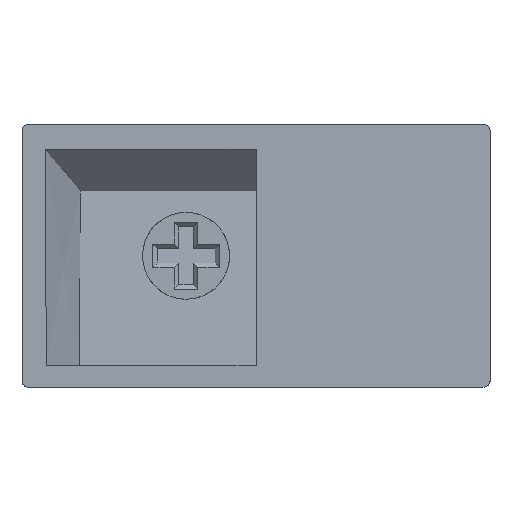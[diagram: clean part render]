
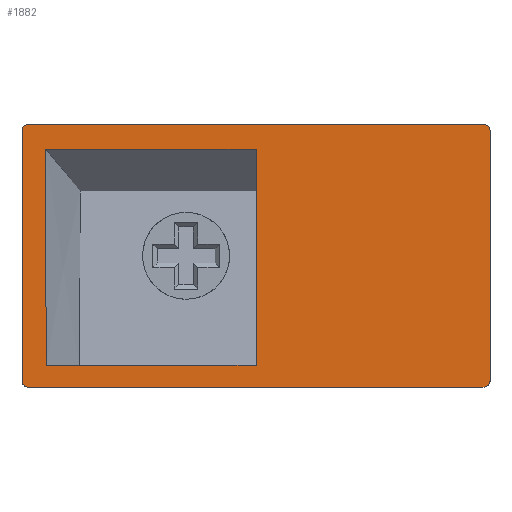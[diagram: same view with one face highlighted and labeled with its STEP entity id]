
A CAD part, front view. The second image highlights one B-rep face of the part: STEP entity #1882.
In plain terms, the highlighted planar face has unit normal (0, -1, 0).
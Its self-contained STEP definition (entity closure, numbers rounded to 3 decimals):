
#1882=ADVANCED_FACE('',(#1883,#1922),#2012,.T.);
#1883=FACE_BOUND('',#1884,.T.);
#1884=EDGE_LOOP('',(#1885,#1895,#1903,#1911));
#1885=ORIENTED_EDGE('',*,*,#1886,.T.);
#1886=EDGE_CURVE('',#1887,#1889,#1891,.T.);
#1887=VERTEX_POINT('',#1888);
#1888=CARTESIAN_POINT('',(1.619,0.,-1.671));
#1889=VERTEX_POINT('',#1890);
#1890=CARTESIAN_POINT('',(16.156,0.0,-1.671));
#1891=LINE('',#1892,#1893);
#1892=CARTESIAN_POINT('',(0.,0.0,-1.671));
#1893=VECTOR('',#1894,1.0);
#1894=DIRECTION('',(1.0,0.0,0.0));
#1895=ORIENTED_EDGE('',*,*,#1896,.T.);
#1896=EDGE_CURVE('',#1889,#1897,#1899,.T.);
#1897=VERTEX_POINT('',#1898);
#1898=CARTESIAN_POINT('',(16.156,0.0,-16.6));
#1899=LINE('',#1900,#1901);
#1900=CARTESIAN_POINT('',(16.156,0.0,0.0));
#1901=VECTOR('',#1902,1.0);
#1902=DIRECTION('',(0.,0.0,-1.0));
#1903=ORIENTED_EDGE('',*,*,#1904,.T.);
#1904=EDGE_CURVE('',#1897,#1905,#1907,.T.);
#1905=VERTEX_POINT('',#1906);
#1906=CARTESIAN_POINT('',(1.67,0.,-16.6));
#1907=LINE('',#1908,#1909);
#1908=CARTESIAN_POINT('',(0.0,0.0,-16.6));
#1909=VECTOR('',#1910,1.0);
#1910=DIRECTION('',(-1.0,0.0,0.0));
#1911=ORIENTED_EDGE('',*,*,#1912,.T.);
#1912=EDGE_CURVE('',#1905,#1887,#1913,.T.);
#1913=B_SPLINE_CURVE_WITH_KNOTS('',3,(#1914,#1915,#1916,#1917,#1918,#1919,#1920,#1921),.UNSPECIFIED.,.F.,.U.,(4,2,2,4),(0.0,4.491,8.982,14.929),.UNSPECIFIED.);
#1914=CARTESIAN_POINT('',(1.67,0.,-16.6));
#1915=CARTESIAN_POINT('',(1.663,0.,-15.103));
#1916=CARTESIAN_POINT('',(1.657,0.0,-13.606));
#1917=CARTESIAN_POINT('',(1.646,0.0,-10.612));
#1918=CARTESIAN_POINT('',(1.641,0.,-9.115));
#1919=CARTESIAN_POINT('',(1.63,0.,-5.636));
#1920=CARTESIAN_POINT('',(1.624,0.,-3.653));
#1921=CARTESIAN_POINT('',(1.619,0.,-1.671));
#1922=FACE_BOUND('',#1923,.T.);
#1923=EDGE_LOOP('',(#1924,#1934,#1948,#1956,#1970,#1978,#1992,#2000));
#1924=ORIENTED_EDGE('',*,*,#1925,.T.);
#1925=EDGE_CURVE('',#1926,#1928,#1930,.F.);
#1926=VERTEX_POINT('',#1927);
#1927=CARTESIAN_POINT('',(0.451,0.0,-18.1));
#1928=VERTEX_POINT('',#1929);
#1929=CARTESIAN_POINT('',(31.814,0.0,-18.1));
#1930=LINE('',#1931,#1932);
#1931=CARTESIAN_POINT('',(0.,0.0,-18.1));
#1932=VECTOR('',#1933,1.0);
#1933=DIRECTION('',(-1.0,0.0,0.0));
#1934=ORIENTED_EDGE('',*,*,#1935,.T.);
#1935=EDGE_CURVE('',#1928,#1936,#1938,.T.);
#1936=VERTEX_POINT('',#1937);
#1937=CARTESIAN_POINT('',(32.3,0.0,-17.7));
#1938=B_SPLINE_CURVE_WITH_KNOTS('',2,(#1939,#1940,#1941,#1942,#1943,#1944,#1945,#1946,#1947),.UNSPECIFIED.,.F.,.U.,(3,2,2,2,3),(0.0,0.25,0.5,0.75,1.0),.PIECEWISE_BEZIER_KNOTS.);
#1939=CARTESIAN_POINT('',(31.814,0.0,-18.1));
#1940=CARTESIAN_POINT('',(31.903,0.0,-18.1));
#1941=CARTESIAN_POINT('',(31.986,0.0,-18.076));
#1942=CARTESIAN_POINT('',(32.072,0.0,-18.051));
#1943=CARTESIAN_POINT('',(32.142,0.0,-17.999));
#1944=CARTESIAN_POINT('',(32.214,0.0,-17.946));
#1945=CARTESIAN_POINT('',(32.257,0.0,-17.868));
#1946=CARTESIAN_POINT('',(32.3,0.0,-17.789));
#1947=CARTESIAN_POINT('',(32.3,0.0,-17.7));
#1948=ORIENTED_EDGE('',*,*,#1949,.T.);
#1949=EDGE_CURVE('',#1936,#1950,#1952,.T.);
#1950=VERTEX_POINT('',#1951);
#1951=CARTESIAN_POINT('',(32.3,0.0,-0.374));
#1952=LINE('',#1953,#1954);
#1953=CARTESIAN_POINT('',(32.3,0.0,0.0));
#1954=VECTOR('',#1955,1.0);
#1955=DIRECTION('',(0.0,0.0,1.0));
#1956=ORIENTED_EDGE('',*,*,#1957,.T.);
#1957=EDGE_CURVE('',#1950,#1958,#1960,.T.);
#1958=VERTEX_POINT('',#1959);
#1959=CARTESIAN_POINT('',(31.938,0.0,0.0));
#1960=B_SPLINE_CURVE_WITH_KNOTS('',2,(#1961,#1962,#1963,#1964,#1965,#1966,#1967,#1968,#1969),.UNSPECIFIED.,.F.,.U.,(3,2,2,2,3),(0.0,0.25,0.5,0.75,1.0),.PIECEWISE_BEZIER_KNOTS.);
#1961=CARTESIAN_POINT('',(32.3,0.0,-0.374));
#1962=CARTESIAN_POINT('',(32.3,0.0,-0.299));
#1963=CARTESIAN_POINT('',(32.276,0.0,-0.231));
#1964=CARTESIAN_POINT('',(32.251,0.0,-0.162));
#1965=CARTESIAN_POINT('',(32.2,0.0,-0.108));
#1966=CARTESIAN_POINT('',(32.151,0.0,-0.056));
#1967=CARTESIAN_POINT('',(32.081,0.0,-0.027));
#1968=CARTESIAN_POINT('',(32.015,0.0,0.));
#1969=CARTESIAN_POINT('',(31.938,0.0,0.));
#1970=ORIENTED_EDGE('',*,*,#1971,.T.);
#1971=EDGE_CURVE('',#1958,#1972,#1974,.F.);
#1972=VERTEX_POINT('',#1973);
#1973=CARTESIAN_POINT('',(0.361,0.0,0.0));
#1974=LINE('',#1975,#1976);
#1975=CARTESIAN_POINT('',(0.0,0.0,0.0));
#1976=VECTOR('',#1977,1.0);
#1977=DIRECTION('',(1.0,0.0,0.0));
#1978=ORIENTED_EDGE('',*,*,#1979,.T.);
#1979=EDGE_CURVE('',#1972,#1980,#1982,.T.);
#1980=VERTEX_POINT('',#1981);
#1981=CARTESIAN_POINT('',(0.,0.0,-0.374));
#1982=B_SPLINE_CURVE_WITH_KNOTS('',2,(#1983,#1984,#1985,#1986,#1987,#1988,#1989,#1990,#1991),.UNSPECIFIED.,.F.,.U.,(3,2,2,2,3),(0.0,0.25,0.5,0.75,1.0),.PIECEWISE_BEZIER_KNOTS.);
#1983=CARTESIAN_POINT('',(0.361,0.0,0.));
#1984=CARTESIAN_POINT('',(0.287,0.0,0.));
#1985=CARTESIAN_POINT('',(0.219,0.0,-0.027));
#1986=CARTESIAN_POINT('',(0.152,0.0,-0.054));
#1987=CARTESIAN_POINT('',(0.1,0.0,-0.108));
#1988=CARTESIAN_POINT('',(0.051,0.0,-0.159));
#1989=CARTESIAN_POINT('',(0.025,0.0,-0.231));
#1990=CARTESIAN_POINT('',(0.,0.0,-0.297));
#1991=CARTESIAN_POINT('',(0.,0.0,-0.374));
#1992=ORIENTED_EDGE('',*,*,#1993,.T.);
#1993=EDGE_CURVE('',#1980,#1994,#1996,.F.);
#1994=VERTEX_POINT('',#1995);
#1995=CARTESIAN_POINT('',(0.,0.0,-17.7));
#1996=LINE('',#1997,#1998);
#1997=CARTESIAN_POINT('',(0.0,0.0,0.0));
#1998=VECTOR('',#1999,1.0);
#1999=DIRECTION('',(0.,0.0,1.0));
#2000=ORIENTED_EDGE('',*,*,#2001,.T.);
#2001=EDGE_CURVE('',#1994,#1926,#2002,.T.);
#2002=B_SPLINE_CURVE_WITH_KNOTS('',2,(#2003,#2004,#2005,#2006,#2007,#2008,#2009,#2010,#2011),.UNSPECIFIED.,.F.,.U.,(3,2,2,2,3),(0.0,0.25,0.5,0.75,1.0),.PIECEWISE_BEZIER_KNOTS.);
#2003=CARTESIAN_POINT('',(0.,0.0,-17.7));
#2004=CARTESIAN_POINT('',(0.,0.0,-17.783));
#2005=CARTESIAN_POINT('',(0.038,0.0,-17.861));
#2006=CARTESIAN_POINT('',(0.074,0.0,-17.934));
#2007=CARTESIAN_POINT('',(0.141,0.0,-17.992));
#2008=CARTESIAN_POINT('',(0.203,0.0,-18.044));
#2009=CARTESIAN_POINT('',(0.286,0.0,-18.073));
#2010=CARTESIAN_POINT('',(0.364,0.0,-18.1));
#2011=CARTESIAN_POINT('',(0.451,0.0,-18.1));
#2012=PLANE('',#2013);
#2013=AXIS2_PLACEMENT_3D('',#2014,#2015,#2016);
#2014=CARTESIAN_POINT('',(0.0,0.0,0.0));
#2015=DIRECTION('',(0.0,-1.0,0.0));
#2016=DIRECTION('',(0.0,0.0,-1.0));
